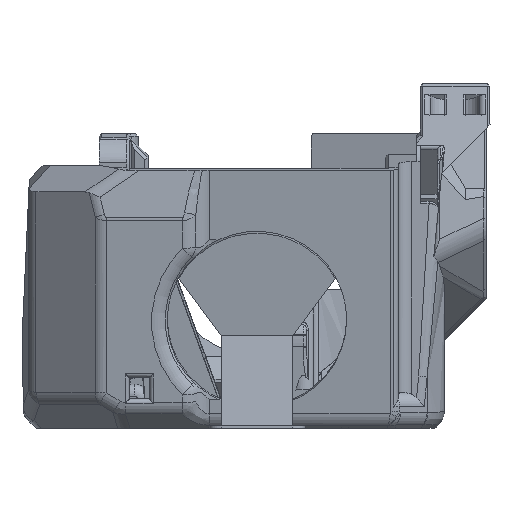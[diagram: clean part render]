
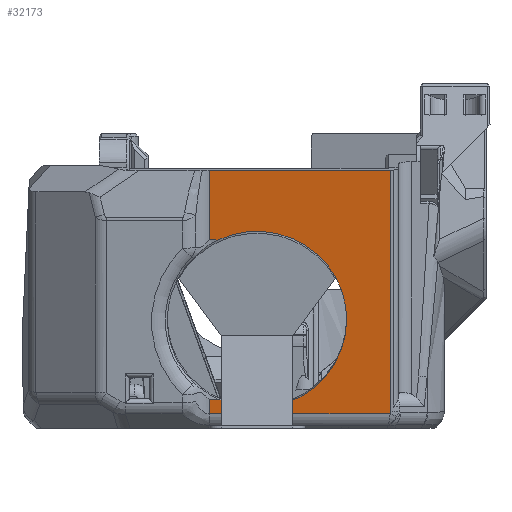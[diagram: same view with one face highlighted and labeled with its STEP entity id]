
A CAD part, left-side view. The second image highlights one B-rep face of the part: STEP entity #32173.
In plain terms, the highlighted planar face has unit normal (-0.985, 0, -0.174).
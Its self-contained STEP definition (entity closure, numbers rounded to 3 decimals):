
#961=B_SPLINE_CURVE_WITH_KNOTS('',3,(#54381,#54382,#54383,#54384),
 .UNSPECIFIED.,.F.,.F.,(4,4),(0.,0.001),.UNSPECIFIED.);
#969=B_SPLINE_CURVE_WITH_KNOTS('',3,(#54533,#54534,#54535,#54536),
 .UNSPECIFIED.,.F.,.F.,(4,4),(0.,0.001),.UNSPECIFIED.);
#1632=ELLIPSE('',#34748,1.92,1.);
#2136=CIRCLE('',#34749,14.);
#7461=ORIENTED_EDGE('',*,*,#15245,.T.);
#7462=ORIENTED_EDGE('',*,*,#15311,.T.);
#7463=ORIENTED_EDGE('',*,*,#15309,.F.);
#7464=ORIENTED_EDGE('',*,*,#15312,.F.);
#7465=ORIENTED_EDGE('',*,*,#15313,.T.);
#7466=ORIENTED_EDGE('',*,*,#15314,.T.);
#7467=ORIENTED_EDGE('',*,*,#15315,.T.);
#7468=ORIENTED_EDGE('',*,*,#15248,.T.);
#7469=ORIENTED_EDGE('',*,*,#15246,.T.);
#15245=EDGE_CURVE('',#19284,#19356,#22106,.T.);
#15246=EDGE_CURVE('',#19357,#19284,#22107,.F.);
#15248=EDGE_CURVE('',#19358,#19357,#961,.T.);
#15309=EDGE_CURVE('',#19399,#19400,#22151,.F.);
#15311=EDGE_CURVE('',#19356,#19400,#1632,.F.);
#15312=EDGE_CURVE('',#19401,#19399,#22152,.T.);
#15313=EDGE_CURVE('',#19401,#19402,#22153,.F.);
#15314=EDGE_CURVE('',#19402,#19403,#969,.F.);
#15315=EDGE_CURVE('',#19403,#19358,#2136,.T.);
#19284=VERTEX_POINT('',#54098);
#19356=VERTEX_POINT('',#54348);
#19357=VERTEX_POINT('',#54352);
#19358=VERTEX_POINT('',#54385);
#19399=VERTEX_POINT('',#54523);
#19400=VERTEX_POINT('',#54525);
#19401=VERTEX_POINT('',#54530);
#19402=VERTEX_POINT('',#54532);
#19403=VERTEX_POINT('',#54537);
#22106=LINE('',#54349,#25010);
#22107=LINE('',#54351,#25011);
#22151=LINE('',#54524,#25055);
#22152=LINE('',#54529,#25056);
#22153=LINE('',#54531,#25057);
#25010=VECTOR('',#40249,1000.);
#25011=VECTOR('',#40252,1000.);
#25055=VECTOR('',#40344,1000.);
#25056=VECTOR('',#40351,1000.);
#25057=VECTOR('',#40352,1000.);
#27169=EDGE_LOOP('',(#7461,#7462,#7463,#7464,#7465,#7466,#7467,#7468,#7469));
#29165=FACE_BOUND('',#27169,.T.);
#30786=PLANE('',#34747);
#32173=ADVANCED_FACE('',(#29165),#30786,.F.);
#34747=AXIS2_PLACEMENT_3D('',#54527,#40347,#40348);
#34748=AXIS2_PLACEMENT_3D('',#54528,#40349,#40350);
#34749=AXIS2_PLACEMENT_3D('',#54538,#40353,#40354);
#40249=DIRECTION('',(0.,-1.,0.));
#40252=DIRECTION('',(-0.174,0.,0.985));
#40344=DIRECTION('',(-0.174,0.,0.985));
#40347=DIRECTION('',(0.985,0.,0.174));
#40348=DIRECTION('',(-0.174,0.,0.985));
#40349=DIRECTION('',(0.985,0.,0.174));
#40350=DIRECTION('',(0.126,-0.686,-0.716));
#40351=DIRECTION('',(0.,-1.,0.));
#40352=DIRECTION('',(-0.174,0.,0.985));
#40353=DIRECTION('',(0.985,0.,0.174));
#40354=DIRECTION('',(-0.174,0.,0.985));
#54098=CARTESIAN_POINT('',(-27.864,12.27,2.262));
#54348=CARTESIAN_POINT('',(-27.864,-15.951,2.262));
#54349=CARTESIAN_POINT('',(-27.864,-14.655,2.262));
#54351=CARTESIAN_POINT('',(-31.185,12.27,21.099));
#54352=CARTESIAN_POINT('',(-28.255,12.27,4.482));
#54381=CARTESIAN_POINT('',(-28.27,10.952,4.562));
#54382=CARTESIAN_POINT('',(-28.27,11.393,4.564));
#54383=CARTESIAN_POINT('',(-28.265,11.833,4.537));
#54384=CARTESIAN_POINT('',(-28.255,12.27,4.482));
#54385=CARTESIAN_POINT('',(-28.27,10.952,4.562));
#54523=CARTESIAN_POINT('',(-34.572,-16.002,40.304));
#54524=CARTESIAN_POINT('',(-7.663,-16.002,-112.301));
#54525=CARTESIAN_POINT('',(-27.916,-16.002,2.558));
#54527=CARTESIAN_POINT('',(-31.185,24.853,21.099));
#54528=CARTESIAN_POINT('',(-28.071,-14.497,3.435));
#54529=CARTESIAN_POINT('',(-34.572,24.853,40.304));
#54530=CARTESIAN_POINT('',(-34.572,12.27,40.304));
#54531=CARTESIAN_POINT('',(-31.185,12.27,21.099));
#54532=CARTESIAN_POINT('',(-32.66,12.27,29.463));
#54533=CARTESIAN_POINT('',(-32.646,10.952,29.383));
#54534=CARTESIAN_POINT('',(-32.646,11.393,29.381));
#54535=CARTESIAN_POINT('',(-32.651,11.833,29.409));
#54536=CARTESIAN_POINT('',(-32.66,12.27,29.463));
#54537=CARTESIAN_POINT('',(-32.646,10.952,29.383));
#54538=CARTESIAN_POINT('',(-30.458,4.853,16.973));
